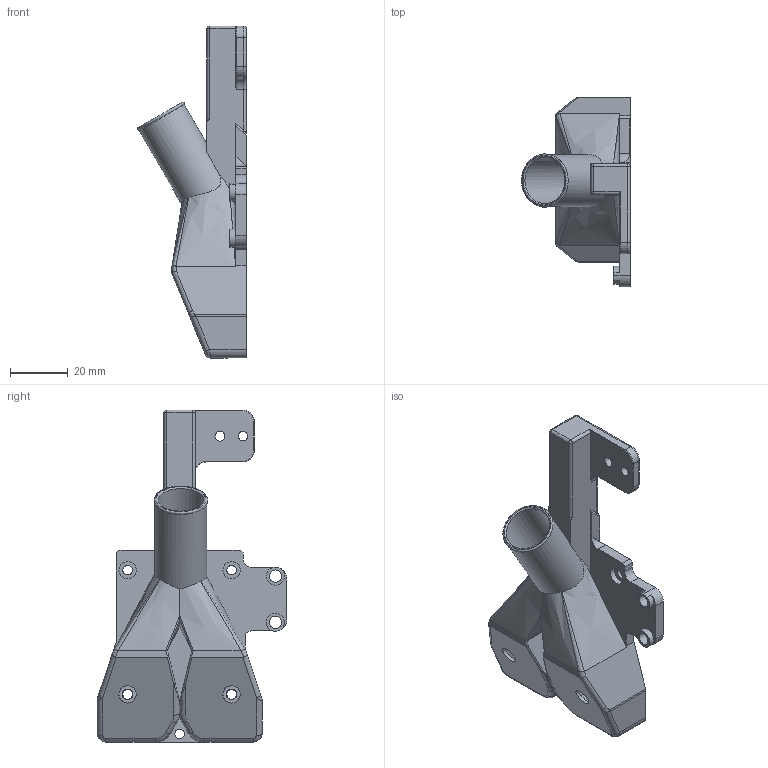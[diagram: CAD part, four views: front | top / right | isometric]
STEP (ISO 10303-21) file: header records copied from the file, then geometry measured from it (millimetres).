
FILE_DESCRIPTION(/* description */ (''),/* implementation_level */ '2;1');
FILE_NAME(/* name */ 'CPAP Back Type 2.step',/* time_stamp */ '2022-11-08T14:06:52-06:00',/* author */ (''),/* organization */ (''),/* preprocessor_version */ 'ST-DEVELOPER v19.2',/* originating_system */ 'Autodesk Translation Framework v11.17.0.187',/* authorisation */ '');
FILE_SCHEMA (('AUTOMOTIVE_DESIGN { 1 0 10303 214 3 1 1 }'));
Length unit declared in the file: millimetre
Products named in the file (1): CPAP Back Type 2
Bounding box: 37.69 x 65.8 x 115 mm (x, y, z)
Volume: 30396.5 mm3; surface area: 26471 mm2
Topology: 1 solids, 1 shells, 225 faces, 605 edges, 379 vertices
Faces by surface type: cylinder 84, plane 81, bspline 44, torus 8, cone 5, sphere 3
Full cylindrical faces by diameter (mm): 3.3 x6, 3.4 x1, 3.7 x2, 4.25 x2, 6 x4, 6.25 x1, 16 x1, 18 x1
Entity records: 9385 total; most frequent: CARTESIAN_POINT 3834, ORIENTED_EDGE 1204, DIRECTION 1086, EDGE_CURVE 602, AXIS2_PLACEMENT_3D 401, VERTEX_POINT 379, LINE 284, VECTOR 284
